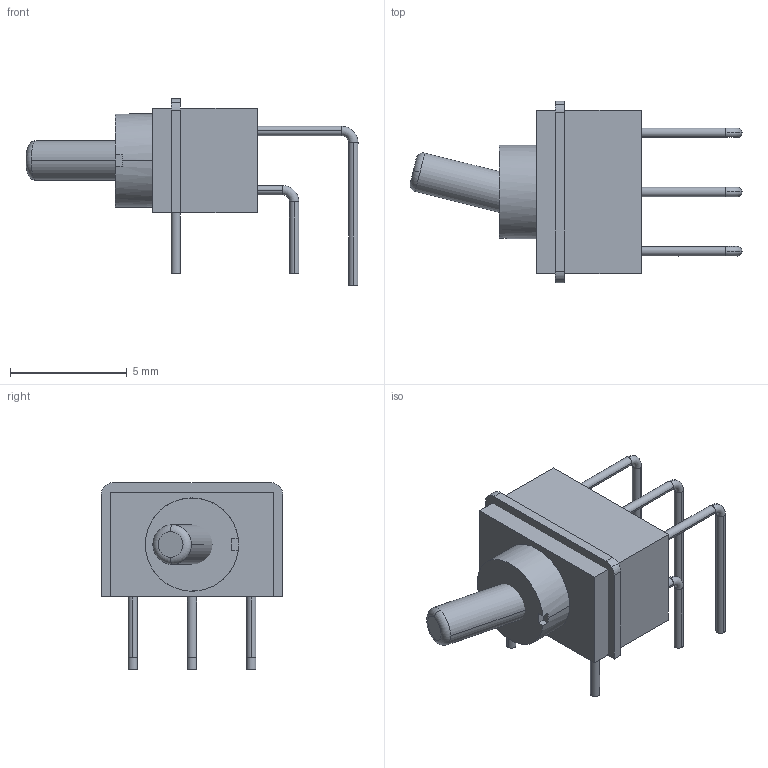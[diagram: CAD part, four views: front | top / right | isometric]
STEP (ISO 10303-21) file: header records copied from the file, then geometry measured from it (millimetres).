
FILE_DESCRIPTION((''),'2;1');
FILE_NAME('SW_NIKKAI_G12JHD.stp','2009-01-13T13:09:27',(''),(''),'Mechanical Desktop 2006','Mechanical Desktop 2006',', , ');
FILE_SCHEMA(('AUTOMOTIVE_DESIGN { 1 2 10303 214 0 1 1 1 }'));
Length unit declared in the file: millimetre
Products named in the file (1): Product
Bounding box: 14.25 x 7.8 x 8 mm (x, y, z)
Volume: 195.7 mm3; surface area: 397.7 mm2
Topology: 12 solids, 12 shells, 86 faces, 192 edges, 131 vertices
Faces by surface type: cylinder 36, plane 36, torus 14
Entity records: 2508 total; most frequent: DIRECTION 487, CARTESIAN_POINT 405, ORIENTED_EDGE 374, AXIS2_PLACEMENT_3D 208, EDGE_CURVE 187, VERTEX_POINT 125, CIRCLE 121, EDGE_LOOP 86
